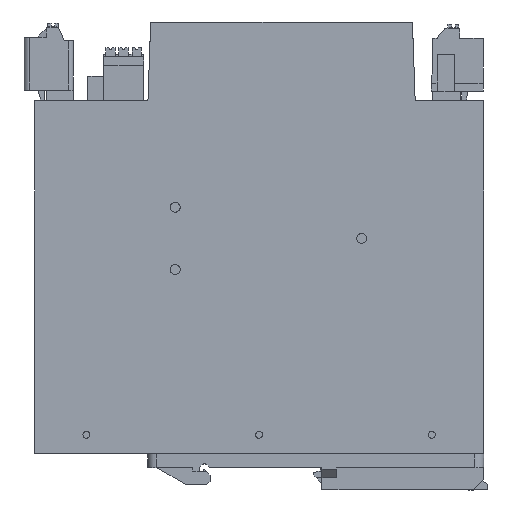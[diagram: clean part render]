
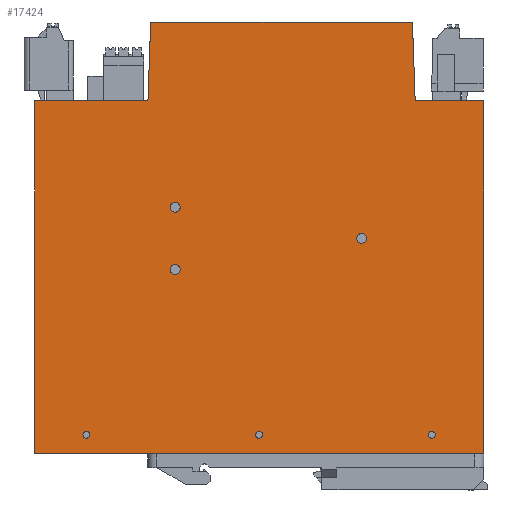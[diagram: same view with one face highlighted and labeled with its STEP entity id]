
A CAD part, left-side view. The second image highlights one B-rep face of the part: STEP entity #17424.
In plain terms, the highlighted planar face has unit normal (-1, 0, 0).
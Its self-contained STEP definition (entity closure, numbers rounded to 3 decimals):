
#15815=AXIS2_PLACEMENT_3D('Circle Axis2P3D',#15813,#15814,$) ;
#15842=AXIS2_PLACEMENT_3D('Circle Axis2P3D',#15840,#15841,$) ;
#15860=AXIS2_PLACEMENT_3D('Circle Axis2P3D',#15858,#15859,$) ;
#15887=AXIS2_PLACEMENT_3D('Circle Axis2P3D',#15885,#15886,$) ;
#15905=AXIS2_PLACEMENT_3D('Circle Axis2P3D',#15903,#15904,$) ;
#15932=AXIS2_PLACEMENT_3D('Circle Axis2P3D',#15930,#15931,$) ;
#15950=AXIS2_PLACEMENT_3D('Circle Axis2P3D',#15948,#15949,$) ;
#15977=AXIS2_PLACEMENT_3D('Circle Axis2P3D',#15975,#15976,$) ;
#15995=AXIS2_PLACEMENT_3D('Circle Axis2P3D',#15993,#15994,$) ;
#16022=AXIS2_PLACEMENT_3D('Circle Axis2P3D',#16020,#16021,$) ;
#16040=AXIS2_PLACEMENT_3D('Circle Axis2P3D',#16038,#16039,$) ;
#16067=AXIS2_PLACEMENT_3D('Circle Axis2P3D',#16065,#16066,$) ;
#17382=AXIS2_PLACEMENT_3D('Plane Axis2P3D',#17379,#17380,#17381) ;
#42=CARTESIAN_POINT('Vertex',(0.,21.014,112.7)) ;
#45=CARTESIAN_POINT('Line Origine',(0.,11.107,112.7)) ;
#49=CARTESIAN_POINT('Vertex',(0.,1.2,112.7)) ;
#15813=CARTESIAN_POINT('Axis2P3D Location',(0.,66.2,16.)) ;
#15817=CARTESIAN_POINT('Vertex',(0.,66.683,15.117)) ;
#15819=CARTESIAN_POINT('Vertex',(0.,65.717,16.883)) ;
#15840=CARTESIAN_POINT('Axis2P3D Location',(0.,66.2,16.)) ;
#15858=CARTESIAN_POINT('Axis2P3D Location',(0.,90.5,63.85)) ;
#15862=CARTESIAN_POINT('Vertex',(0.,91.183,62.599)) ;
#15864=CARTESIAN_POINT('Vertex',(0.,89.817,65.101)) ;
#15885=CARTESIAN_POINT('Axis2P3D Location',(0.,90.5,63.85)) ;
#15903=CARTESIAN_POINT('Axis2P3D Location',(0.,36.5,72.85)) ;
#15907=CARTESIAN_POINT('Vertex',(0.,35.817,74.101)) ;
#15909=CARTESIAN_POINT('Vertex',(0.,37.183,71.599)) ;
#15930=CARTESIAN_POINT('Axis2P3D Location',(0.,36.5,72.85)) ;
#15948=CARTESIAN_POINT('Axis2P3D Location',(0.,16.2,16.)) ;
#15952=CARTESIAN_POINT('Vertex',(0.,16.683,15.117)) ;
#15954=CARTESIAN_POINT('Vertex',(0.,15.717,16.883)) ;
#15975=CARTESIAN_POINT('Axis2P3D Location',(0.,16.2,16.)) ;
#15993=CARTESIAN_POINT('Axis2P3D Location',(0.,116.2,16.)) ;
#15997=CARTESIAN_POINT('Vertex',(0.,116.683,15.117)) ;
#15999=CARTESIAN_POINT('Vertex',(0.,115.717,16.883)) ;
#16020=CARTESIAN_POINT('Axis2P3D Location',(0.,116.2,16.)) ;
#16038=CARTESIAN_POINT('Axis2P3D Location',(0.,90.5,81.85)) ;
#16042=CARTESIAN_POINT('Vertex',(0.,91.183,80.599)) ;
#16044=CARTESIAN_POINT('Vertex',(0.,89.817,83.101)) ;
#16065=CARTESIAN_POINT('Axis2P3D Location',(0.,90.5,81.85)) ;
#16087=CARTESIAN_POINT('Vertex',(0.,97.593,135.5)) ;
#16090=CARTESIAN_POINT('Line Origine',(0.,59.702,135.5)) ;
#16094=CARTESIAN_POINT('Vertex',(0.,21.81,135.5)) ;
#16153=CARTESIAN_POINT('Vertex',(0.,131.2,10.5)) ;
#16156=CARTESIAN_POINT('Line Origine',(0.,131.2,61.6)) ;
#16160=CARTESIAN_POINT('Vertex',(0.,131.2,112.7)) ;
#16364=CARTESIAN_POINT('Line Origine',(0.,66.2,10.5)) ;
#16368=CARTESIAN_POINT('Vertex',(0.,1.2,10.5)) ;
#16413=CARTESIAN_POINT('Line Origine',(0.,1.2,61.6)) ;
#16612=CARTESIAN_POINT('Line Origine',(0.,21.412,124.1)) ;
#17137=CARTESIAN_POINT('Vertex',(0.,97.593,135.4)) ;
#17140=CARTESIAN_POINT('Line Origine',(0.,97.593,135.45)) ;
#17271=CARTESIAN_POINT('Line Origine',(0.,114.793,112.7)) ;
#17275=CARTESIAN_POINT('Vertex',(0.,98.386,112.7)) ;
#17379=CARTESIAN_POINT('Axis2P3D Location',(0.,66.2,72.4)) ;
#17384=CARTESIAN_POINT('Line Origine',(0.,97.989,124.05)) ;
#46=DIRECTION('Vector Direction',(0.,-1.,0.)) ;
#15814=DIRECTION('Axis2P3D Direction',(1.,0.,0.)) ;
#15841=DIRECTION('Axis2P3D Direction',(1.,0.,0.)) ;
#15859=DIRECTION('Axis2P3D Direction',(1.,0.,0.)) ;
#15886=DIRECTION('Axis2P3D Direction',(1.,0.,0.)) ;
#15904=DIRECTION('Axis2P3D Direction',(1.,0.,0.)) ;
#15931=DIRECTION('Axis2P3D Direction',(1.,0.,0.)) ;
#15949=DIRECTION('Axis2P3D Direction',(1.,0.,0.)) ;
#15976=DIRECTION('Axis2P3D Direction',(1.,0.,0.)) ;
#15994=DIRECTION('Axis2P3D Direction',(1.,0.,0.)) ;
#16021=DIRECTION('Axis2P3D Direction',(1.,0.,0.)) ;
#16039=DIRECTION('Axis2P3D Direction',(1.,0.,0.)) ;
#16066=DIRECTION('Axis2P3D Direction',(1.,0.,0.)) ;
#16091=DIRECTION('Vector Direction',(0.,-1.,0.)) ;
#16157=DIRECTION('Vector Direction',(0.,0.,1.)) ;
#16365=DIRECTION('Vector Direction',(0.,-1.,0.)) ;
#16414=DIRECTION('Vector Direction',(0.,0.,-1.)) ;
#16613=DIRECTION('Vector Direction',(0.,-0.035,-0.999)) ;
#17141=DIRECTION('Vector Direction',(0.,0.,1.)) ;
#17272=DIRECTION('Vector Direction',(0.,-1.,0.)) ;
#17380=DIRECTION('Axis2P3D Direction',(1.,-0.,0.)) ;
#17381=DIRECTION('Axis2P3D XDirection',(0.,0.,-1.)) ;
#17385=DIRECTION('Vector Direction',(0.,-0.035,0.999)) ;
#47=VECTOR('Line Direction',#46,1.) ;
#16092=VECTOR('Line Direction',#16091,1.) ;
#16158=VECTOR('Line Direction',#16157,1.) ;
#16366=VECTOR('Line Direction',#16365,1.) ;
#16415=VECTOR('Line Direction',#16414,1.) ;
#16614=VECTOR('Line Direction',#16613,1.) ;
#17142=VECTOR('Line Direction',#17141,1.) ;
#17273=VECTOR('Line Direction',#17272,1.) ;
#17386=VECTOR('Line Direction',#17385,1.) ;
#17390=ORIENTED_EDGE('',*,*,#16096,.F.) ;
#17391=ORIENTED_EDGE('',*,*,#17144,.F.) ;
#17392=ORIENTED_EDGE('',*,*,#17388,.F.) ;
#17393=ORIENTED_EDGE('',*,*,#17277,.F.) ;
#17394=ORIENTED_EDGE('',*,*,#16162,.F.) ;
#17395=ORIENTED_EDGE('',*,*,#16370,.T.) ;
#17396=ORIENTED_EDGE('',*,*,#16417,.F.) ;
#17397=ORIENTED_EDGE('',*,*,#51,.F.) ;
#17398=ORIENTED_EDGE('',*,*,#16616,.F.) ;
#17401=ORIENTED_EDGE('',*,*,#16046,.T.) ;
#17402=ORIENTED_EDGE('',*,*,#16069,.T.) ;
#17405=ORIENTED_EDGE('',*,*,#16001,.T.) ;
#17406=ORIENTED_EDGE('',*,*,#16024,.T.) ;
#17409=ORIENTED_EDGE('',*,*,#15956,.T.) ;
#17410=ORIENTED_EDGE('',*,*,#15979,.T.) ;
#17413=ORIENTED_EDGE('',*,*,#15911,.T.) ;
#17414=ORIENTED_EDGE('',*,*,#15934,.T.) ;
#17417=ORIENTED_EDGE('',*,*,#15866,.T.) ;
#17418=ORIENTED_EDGE('',*,*,#15889,.T.) ;
#17421=ORIENTED_EDGE('',*,*,#15821,.T.) ;
#17422=ORIENTED_EDGE('',*,*,#15844,.T.) ;
#17403=FACE_BOUND('',#17400,.T.) ;
#17407=FACE_BOUND('',#17404,.T.) ;
#17411=FACE_BOUND('',#17408,.T.) ;
#17415=FACE_BOUND('',#17412,.T.) ;
#17419=FACE_BOUND('',#17416,.T.) ;
#17423=FACE_BOUND('',#17420,.T.) ;
#17424=ADVANCED_FACE('STROMVERSORGUNG',(#17399,#17403,#17407,#17411,#17415,#17419,#17423),#17383,.F.) ;
#15816=CIRCLE('generated circle',#15815,1.007) ;
#15843=CIRCLE('generated circle',#15842,1.007) ;
#15861=CIRCLE('generated circle',#15860,1.425) ;
#15888=CIRCLE('generated circle',#15887,1.425) ;
#15906=CIRCLE('generated circle',#15905,1.425) ;
#15933=CIRCLE('generated circle',#15932,1.425) ;
#15951=CIRCLE('generated circle',#15950,1.007) ;
#15978=CIRCLE('generated circle',#15977,1.007) ;
#15996=CIRCLE('generated circle',#15995,1.007) ;
#16023=CIRCLE('generated circle',#16022,1.007) ;
#16041=CIRCLE('generated circle',#16040,1.425) ;
#16068=CIRCLE('generated circle',#16067,1.425) ;
#51=EDGE_CURVE('',#43,#50,#48,.T.) ;
#15821=EDGE_CURVE('',#15818,#15820,#15816,.T.) ;
#15844=EDGE_CURVE('',#15820,#15818,#15843,.T.) ;
#15866=EDGE_CURVE('',#15863,#15865,#15861,.T.) ;
#15889=EDGE_CURVE('',#15865,#15863,#15888,.T.) ;
#15911=EDGE_CURVE('',#15908,#15910,#15906,.T.) ;
#15934=EDGE_CURVE('',#15910,#15908,#15933,.T.) ;
#15956=EDGE_CURVE('',#15953,#15955,#15951,.T.) ;
#15979=EDGE_CURVE('',#15955,#15953,#15978,.T.) ;
#16001=EDGE_CURVE('',#15998,#16000,#15996,.T.) ;
#16024=EDGE_CURVE('',#16000,#15998,#16023,.T.) ;
#16046=EDGE_CURVE('',#16043,#16045,#16041,.T.) ;
#16069=EDGE_CURVE('',#16045,#16043,#16068,.T.) ;
#16096=EDGE_CURVE('',#16088,#16095,#16093,.T.) ;
#16162=EDGE_CURVE('',#16154,#16161,#16159,.T.) ;
#16370=EDGE_CURVE('',#16154,#16369,#16367,.T.) ;
#16417=EDGE_CURVE('',#50,#16369,#16416,.T.) ;
#16616=EDGE_CURVE('',#16095,#43,#16615,.T.) ;
#17144=EDGE_CURVE('',#17138,#16088,#17143,.T.) ;
#17277=EDGE_CURVE('',#16161,#17276,#17274,.T.) ;
#17388=EDGE_CURVE('',#17276,#17138,#17387,.T.) ;
#17389=EDGE_LOOP('',(#17390,#17391,#17392,#17393,#17394,#17395,#17396,#17397,#17398)) ;
#17400=EDGE_LOOP('',(#17401,#17402)) ;
#17404=EDGE_LOOP('',(#17405,#17406)) ;
#17408=EDGE_LOOP('',(#17409,#17410)) ;
#17412=EDGE_LOOP('',(#17413,#17414)) ;
#17416=EDGE_LOOP('',(#17417,#17418)) ;
#17420=EDGE_LOOP('',(#17421,#17422)) ;
#17399=FACE_OUTER_BOUND('',#17389,.T.) ;
#48=LINE('Line',#45,#47) ;
#16093=LINE('Line',#16090,#16092) ;
#16159=LINE('Line',#16156,#16158) ;
#16367=LINE('Line',#16364,#16366) ;
#16416=LINE('Line',#16413,#16415) ;
#16615=LINE('Line',#16612,#16614) ;
#17143=LINE('Line',#17140,#17142) ;
#17274=LINE('Line',#17271,#17273) ;
#17387=LINE('Line',#17384,#17386) ;
#17383=PLANE('',#17382) ;
#43=VERTEX_POINT('',#42) ;
#50=VERTEX_POINT('',#49) ;
#15818=VERTEX_POINT('',#15817) ;
#15820=VERTEX_POINT('',#15819) ;
#15863=VERTEX_POINT('',#15862) ;
#15865=VERTEX_POINT('',#15864) ;
#15908=VERTEX_POINT('',#15907) ;
#15910=VERTEX_POINT('',#15909) ;
#15953=VERTEX_POINT('',#15952) ;
#15955=VERTEX_POINT('',#15954) ;
#15998=VERTEX_POINT('',#15997) ;
#16000=VERTEX_POINT('',#15999) ;
#16043=VERTEX_POINT('',#16042) ;
#16045=VERTEX_POINT('',#16044) ;
#16088=VERTEX_POINT('',#16087) ;
#16095=VERTEX_POINT('',#16094) ;
#16154=VERTEX_POINT('',#16153) ;
#16161=VERTEX_POINT('',#16160) ;
#16369=VERTEX_POINT('',#16368) ;
#17138=VERTEX_POINT('',#17137) ;
#17276=VERTEX_POINT('',#17275) ;
